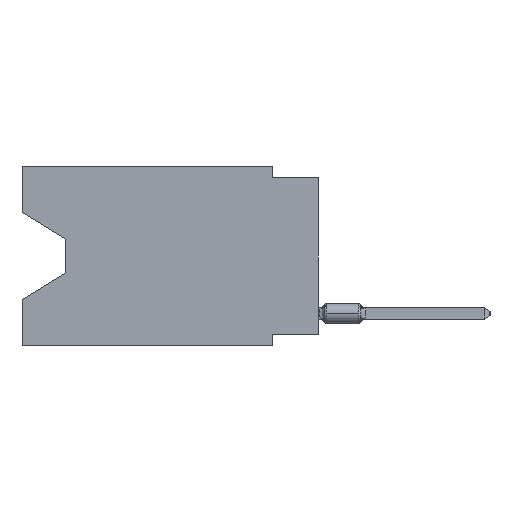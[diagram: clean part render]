
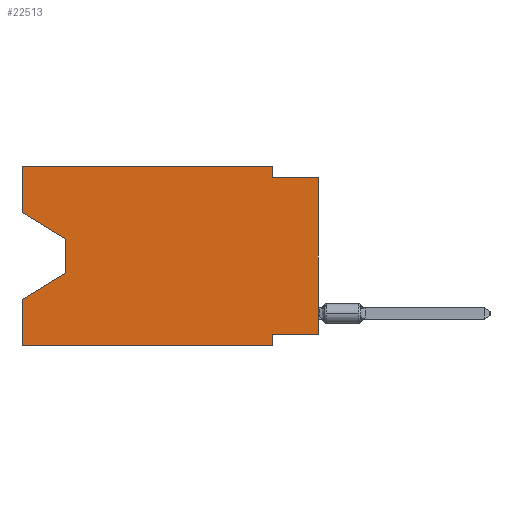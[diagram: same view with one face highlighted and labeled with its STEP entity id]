
A CAD part, left-side view. The second image highlights one B-rep face of the part: STEP entity #22513.
In plain terms, the highlighted planar face has unit normal (-1, 0, 0).
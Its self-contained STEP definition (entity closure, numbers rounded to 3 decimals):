
#567 = EDGE_CURVE ( 'NONE', #43529, #27696, #36670, .T. ) ;
#960 = LINE ( 'NONE', #42415, #28441 ) ;
#998 = ORIENTED_EDGE ( 'NONE', *, *, #35763, .T. ) ;
#1813 = VECTOR ( 'NONE', #43284, 1000. ) ;
#1865 = CARTESIAN_POINT ( 'NONE',  ( 0., 2.54, -9.271 ) ) ;
#2514 = EDGE_CURVE ( 'NONE', #19333, #35032, #25411, .T. ) ;
#3263 = CARTESIAN_POINT ( 'NONE',  ( 0., 13.97, -5.893 ) ) ;
#3452 = FACE_OUTER_BOUND ( 'NONE', #15495, .T. ) ;
#3608 = VECTOR ( 'NONE', #9020, 1000. ) ;
#4179 = ORIENTED_EDGE ( 'NONE', *, *, #30821, .F. ) ;
#4358 = ORIENTED_EDGE ( 'NONE', *, *, #567, .F. ) ;
#4440 = LINE ( 'NONE', #31781, #43395 ) ;
#4764 = VECTOR ( 'NONE', #18495, 1000. ) ;
#5013 = CARTESIAN_POINT ( 'NONE',  ( 0., 16.383, -2.546 ) ) ;
#5144 = VECTOR ( 'NONE', #28575, 1000. ) ;
#5384 = VECTOR ( 'NONE', #7169, 1000. ) ;
#6153 = CARTESIAN_POINT ( 'NONE',  ( 0., 16.383, 0. ) ) ;
#7169 = DIRECTION ( 'NONE',  ( 0., 0., 1. ) ) ;
#7697 = DIRECTION ( 'NONE',  ( 0., 0., -1. ) ) ;
#8162 = VERTEX_POINT ( 'NONE', #9260 ) ;
#9020 = DIRECTION ( 'NONE',  ( 0., 0., -1. ) ) ;
#9260 = CARTESIAN_POINT ( 'NONE',  ( 0., 16.383, 0. ) ) ;
#11303 = VERTEX_POINT ( 'NONE', #3263 ) ;
#11437 = EDGE_CURVE ( 'NONE', #8162, #38067, #31702, .T. ) ;
#12053 = VERTEX_POINT ( 'NONE', #29712 ) ;
#12144 = EDGE_CURVE ( 'NONE', #33068, #25510, #12680, .T. ) ;
#12420 = CARTESIAN_POINT ( 'NONE',  ( 0., 16.383, -9.906 ) ) ;
#12680 = LINE ( 'NONE', #16249, #16389 ) ;
#12764 = ORIENTED_EDGE ( 'NONE', *, *, #31213, .F. ) ;
#12778 = VECTOR ( 'NONE', #22259, 1000. ) ;
#12812 = LINE ( 'NONE', #36561, #1813 ) ;
#15350 = LINE ( 'NONE', #18040, #4764 ) ;
#15495 = EDGE_LOOP ( 'NONE', ( #38390, #30849, #998, #36639, #26795, #12764, #4179, #26473, #4358, #27171, #22392, #30974 ) ) ;
#15512 = EDGE_CURVE ( 'NONE', #33068, #42610, #24194, .T. ) ;
#16249 = CARTESIAN_POINT ( 'NONE',  ( 0., 16.383, -9.906 ) ) ;
#16264 = CARTESIAN_POINT ( 'NONE',  ( 0., 0., -0.635 ) ) ;
#16389 = VECTOR ( 'NONE', #32865, 1000. ) ;
#17990 = PLANE ( 'NONE',  #18823 ) ;
#18029 = CARTESIAN_POINT ( 'NONE',  ( 0., 16.383, -7.36 ) ) ;
#18040 = CARTESIAN_POINT ( 'NONE',  ( 0., 0., -9.271 ) ) ;
#18495 = DIRECTION ( 'NONE',  ( 0., 1., 0. ) ) ;
#18823 = AXIS2_PLACEMENT_3D ( 'NONE', #31669, #34600, #7697 ) ;
#19333 = VERTEX_POINT ( 'NONE', #31967 ) ;
#19800 = EDGE_CURVE ( 'NONE', #19333, #8162, #33500, .T. ) ;
#20917 = DIRECTION ( 'NONE',  ( 0., 0., 1. ) ) ;
#21520 = VERTEX_POINT ( 'NONE', #1865 ) ;
#21809 = VECTOR ( 'NONE', #20917, 1000. ) ;
#21842 = CARTESIAN_POINT ( 'NONE',  ( 0., 16.383, 0. ) ) ;
#22259 = DIRECTION ( 'NONE',  ( 0., -0.855, -0.519 ) ) ;
#22392 = ORIENTED_EDGE ( 'NONE', *, *, #11437, .F. ) ;
#22513 = ADVANCED_FACE ( 'NONE', ( #3452 ), #17990, .F. ) ;
#24194 = LINE ( 'NONE', #34505, #5384 ) ;
#25411 = LINE ( 'NONE', #5013, #12778 ) ;
#25510 = VERTEX_POINT ( 'NONE', #28259 ) ;
#26473 = ORIENTED_EDGE ( 'NONE', *, *, #28106, .T. ) ;
#26507 = CARTESIAN_POINT ( 'NONE',  ( 0., 13.97, -4.013 ) ) ;
#26795 = ORIENTED_EDGE ( 'NONE', *, *, #12144, .T. ) ;
#27171 = ORIENTED_EDGE ( 'NONE', *, *, #28438, .F. ) ;
#27696 = VERTEX_POINT ( 'NONE', #33979 ) ;
#28106 = EDGE_CURVE ( 'NONE', #12053, #27696, #30780, .T. ) ;
#28259 = CARTESIAN_POINT ( 'NONE',  ( 0., 2.54, -9.906 ) ) ;
#28438 = EDGE_CURVE ( 'NONE', #38067, #43529, #33438, .T. ) ;
#28441 = VECTOR ( 'NONE', #28745, 1000. ) ;
#28575 = DIRECTION ( 'NONE',  ( 0., -1., 0. ) ) ;
#28745 = DIRECTION ( 'NONE',  ( 0., 0., -1. ) ) ;
#29181 = CARTESIAN_POINT ( 'NONE',  ( 0., 2.54, 0. ) ) ;
#29712 = CARTESIAN_POINT ( 'NONE',  ( 0., 0., -9.271 ) ) ;
#29949 = DIRECTION ( 'NONE',  ( 0., -1., 0. ) ) ;
#30379 = EDGE_CURVE ( 'NONE', #35032, #11303, #4440, .T. ) ;
#30780 = LINE ( 'NONE', #34593, #21809 ) ;
#30821 = EDGE_CURVE ( 'NONE', #12053, #21520, #15350, .T. ) ;
#30849 = ORIENTED_EDGE ( 'NONE', *, *, #30379, .T. ) ;
#30884 = DIRECTION ( 'NONE',  ( 0., 0., -1. ) ) ;
#30974 = ORIENTED_EDGE ( 'NONE', *, *, #19800, .F. ) ;
#31044 = VECTOR ( 'NONE', #29949, 1000. ) ;
#31213 = EDGE_CURVE ( 'NONE', #21520, #25510, #960, .T. ) ;
#31669 = CARTESIAN_POINT ( 'NONE',  ( 0., 16.383, 0. ) ) ;
#31702 = LINE ( 'NONE', #21842, #5144 ) ;
#31781 = CARTESIAN_POINT ( 'NONE',  ( 0., 13.97, -4.013 ) ) ;
#31967 = CARTESIAN_POINT ( 'NONE',  ( 0., 16.383, -2.546 ) ) ;
#32838 = DIRECTION ( 'NONE',  ( 0., 0., 1. ) ) ;
#32865 = DIRECTION ( 'NONE',  ( 0., -1., 0. ) ) ;
#33068 = VERTEX_POINT ( 'NONE', #12420 ) ;
#33438 = LINE ( 'NONE', #29181, #3608 ) ;
#33500 = LINE ( 'NONE', #6153, #36117 ) ;
#33979 = CARTESIAN_POINT ( 'NONE',  ( 0., 0., -0.635 ) ) ;
#34505 = CARTESIAN_POINT ( 'NONE',  ( 0., 16.383, 0. ) ) ;
#34593 = CARTESIAN_POINT ( 'NONE',  ( 0., 0., 0. ) ) ;
#34600 = DIRECTION ( 'NONE',  ( 1., 0., 0. ) ) ;
#35032 = VERTEX_POINT ( 'NONE', #26507 ) ;
#35763 = EDGE_CURVE ( 'NONE', #11303, #42610, #12812, .T. ) ;
#36117 = VECTOR ( 'NONE', #32838, 1000. ) ;
#36561 = CARTESIAN_POINT ( 'NONE',  ( 0., 13.97, -5.893 ) ) ;
#36639 = ORIENTED_EDGE ( 'NONE', *, *, #15512, .F. ) ;
#36670 = LINE ( 'NONE', #16264, #31044 ) ;
#38067 = VERTEX_POINT ( 'NONE', #41321 ) ;
#38390 = ORIENTED_EDGE ( 'NONE', *, *, #2514, .T. ) ;
#41321 = CARTESIAN_POINT ( 'NONE',  ( 0., 2.54, 0. ) ) ;
#41546 = CARTESIAN_POINT ( 'NONE',  ( 0., 2.54, -0.635 ) ) ;
#42415 = CARTESIAN_POINT ( 'NONE',  ( 0., 2.54, -9.906 ) ) ;
#42610 = VERTEX_POINT ( 'NONE', #18029 ) ;
#43284 = DIRECTION ( 'NONE',  ( 0., 0.855, -0.519 ) ) ;
#43395 = VECTOR ( 'NONE', #30884, 1000. ) ;
#43529 = VERTEX_POINT ( 'NONE', #41546 ) ;
